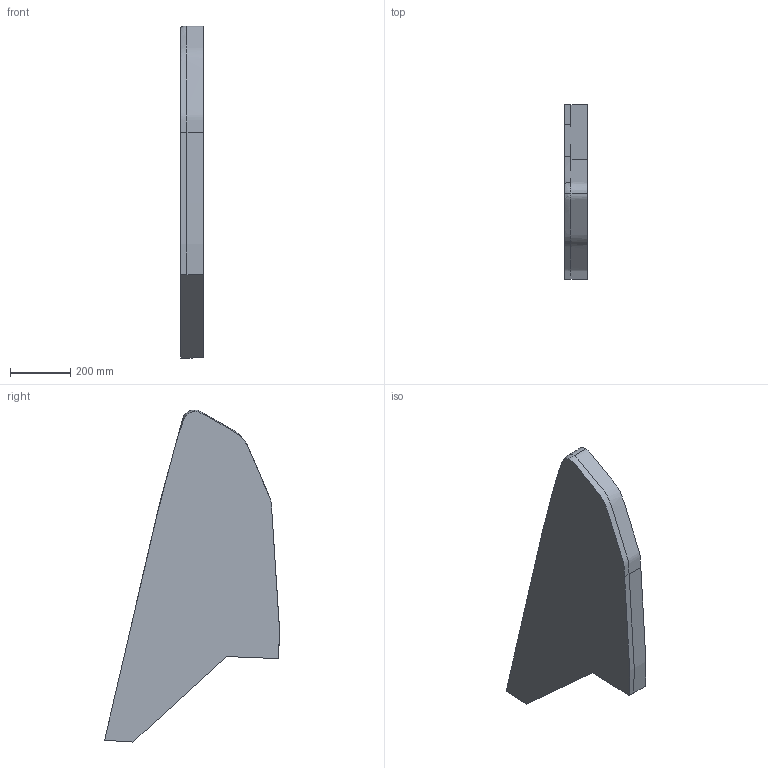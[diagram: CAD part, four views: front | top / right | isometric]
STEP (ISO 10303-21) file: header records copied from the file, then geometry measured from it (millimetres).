
FILE_DESCRIPTION (( 'STEP AP214' ), '1' );
FILE_NAME ('NFR25_Nosecone_mdf_4.STEP', '2024-10-26T20:00:00', ( '' ), ( '' ), 'SwSTEP 2.0', 'SolidWorks 2024', '' );
FILE_SCHEMA (( 'AUTOMOTIVE_DESIGN' ));
Length unit declared in the file: inch
Products named in the file (1): NFR25_Nosecone_mdf_4
Bounding box: 76.49 x 582.42 x 1105.86 mm (x, y, z)
Volume: 28035526.9 mm3; surface area: 947192.7 mm2
Topology: 1 solids, 1 shells, 15 faces, 39 edges, 24 vertices
Faces by surface type: bspline 11, plane 4
Entity records: 6101 total; most frequent: CARTESIAN_POINT 5801, ORIENTED_EDGE 74, EDGE_CURVE 37, B_SPLINE_CURVE_WITH_KNOTS 26, VERTEX_POINT 24, DIRECTION 21, FACE_OUTER_BOUND 15, ADVANCED_FACE 15
